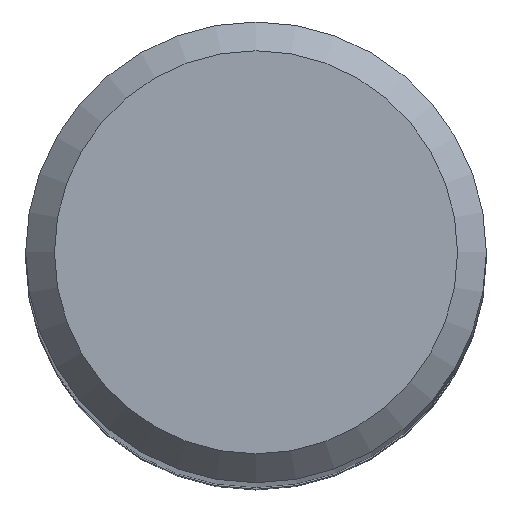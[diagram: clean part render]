
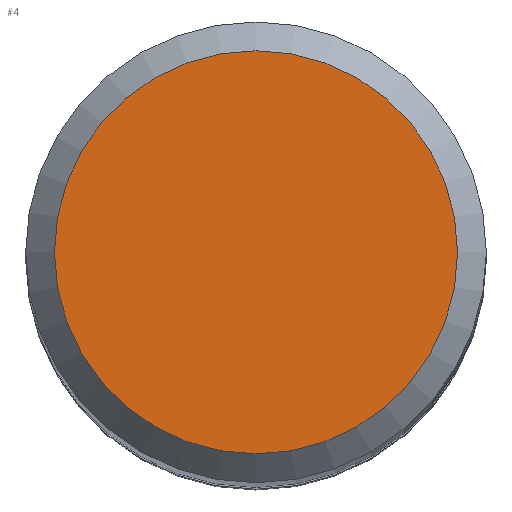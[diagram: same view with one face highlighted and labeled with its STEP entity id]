
A CAD part, top view. The second image highlights one B-rep face of the part: STEP entity #4.
In plain terms, the highlighted planar face has unit normal (0, 0, 1).
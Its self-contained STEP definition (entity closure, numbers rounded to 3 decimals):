
#4 = ADVANCED_FACE ( 'NONE', ( #120 ), #8, .F. ) ;
#8 = PLANE ( 'NONE',  #15 ) ;
#15 = AXIS2_PLACEMENT_3D ( 'NONE', #26, #186, #104 ) ;
#22 = AXIS2_PLACEMENT_3D ( 'NONE', #173, #236, #112 ) ;
#26 = CARTESIAN_POINT ( 'NONE',  ( 0., 0., 75. ) ) ;
#69 = VERTEX_POINT ( 'NONE', #88 ) ;
#70 = EDGE_LOOP ( 'NONE', ( #96 ) ) ;
#88 = CARTESIAN_POINT ( 'NONE',  ( 0., 3.5, 75. ) ) ;
#96 = ORIENTED_EDGE ( 'NONE', *, *, #262, .F. ) ;
#104 = DIRECTION ( 'NONE',  ( 0., 1., 0. ) ) ;
#112 = DIRECTION ( 'NONE',  ( 0., 1., 0. ) ) ;
#120 = FACE_OUTER_BOUND ( 'NONE', #70, .T. ) ;
#160 = CIRCLE ( 'NONE', #22, 3.5 ) ;
#173 = CARTESIAN_POINT ( 'NONE',  ( 0., 0., 75. ) ) ;
#186 = DIRECTION ( 'NONE',  ( 0., 0., -1. ) ) ;
#236 = DIRECTION ( 'NONE',  ( 0., 0., -1. ) ) ;
#262 = EDGE_CURVE ( 'NONE', #69, #69, #160, .T. ) ;
